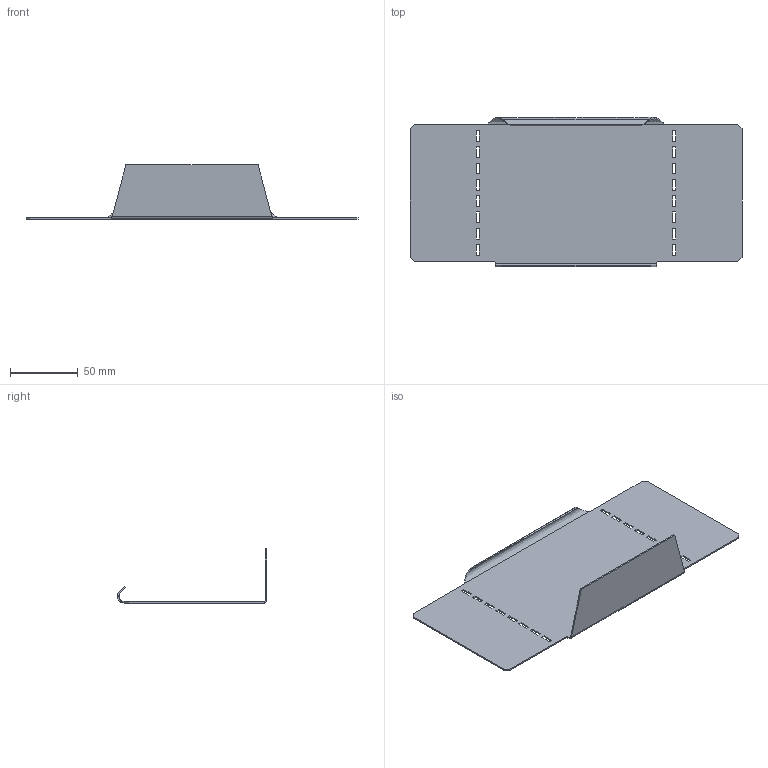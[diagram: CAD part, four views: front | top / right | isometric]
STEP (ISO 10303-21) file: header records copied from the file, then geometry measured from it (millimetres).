
FILE_DESCRIPTION(/* description */ (''),/* implementation_level */ '2;1');
FILE_NAME(/* name */ '7111201',/* time_stamp */ '2014-10-10T08:17:20+02:00',/* author */ (''),/* organization */ (''),/* preprocessor_version */ 'ST-DEVELOPER v15',/* originating_system */ '',/* authorisation */ '');
FILE_SCHEMA (('AUTOMOTIVE_DESIGN'));
Length unit declared in the file: millimetre
Products named in the file (1): Document
Bounding box: 245 x 110 x 40 mm (x, y, z)
Volume: 30912.9 mm3; surface area: 62824.2 mm2
Topology: 1 solids, 1 shells, 98 faces, 272 edges, 176 vertices
Faces by surface type: plane 90, bspline 8
Entity records: 2997 total; most frequent: CARTESIAN_POINT 1076, ORIENTED_EDGE 544, EDGE_CURVE 272, B_SPLINE_CURVE_WITH_KNOTS 272, VERTEX_POINT 176, EDGE_LOOP 130, ADVANCED_FACE 98, FACE_OUTER_BOUND 98
